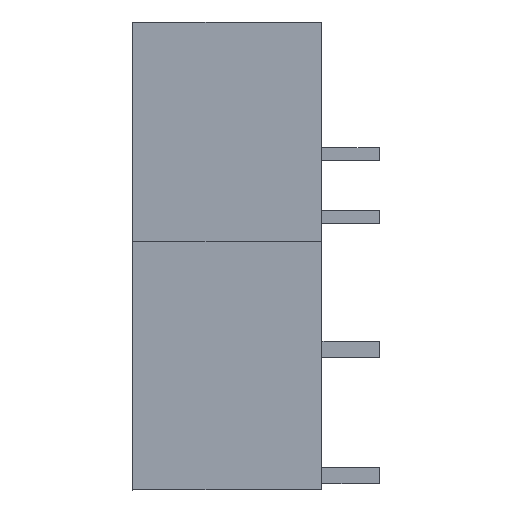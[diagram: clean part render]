
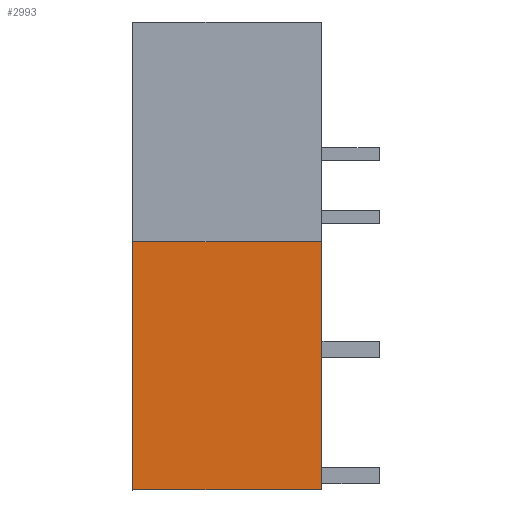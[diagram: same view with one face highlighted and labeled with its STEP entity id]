
A CAD part, left-side view. The second image highlights one B-rep face of the part: STEP entity #2993.
In plain terms, the highlighted planar face has unit normal (-1, 0, 0).
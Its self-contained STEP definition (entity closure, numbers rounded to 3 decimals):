
#2980=AXIS2_PLACEMENT_3D('Plane Axis2P3D',#2977,#2978,#2979) ;
#284=CARTESIAN_POINT('Vertex',(8.59,3.5,15.)) ;
#287=CARTESIAN_POINT('Line Origine',(8.59,3.5,7.5)) ;
#291=CARTESIAN_POINT('Vertex',(8.59,3.5,0.)) ;
#1142=CARTESIAN_POINT('Vertex',(8.59,14.9,0.)) ;
#1145=CARTESIAN_POINT('Line Origine',(8.59,14.9,7.5)) ;
#1149=CARTESIAN_POINT('Vertex',(8.59,14.9,15.)) ;
#2933=CARTESIAN_POINT('Line Origine',(8.59,9.2,15.)) ;
#2977=CARTESIAN_POINT('Axis2P3D Location',(8.59,3.6,12.5)) ;
#2982=CARTESIAN_POINT('Line Origine',(8.59,9.2,0.)) ;
#288=DIRECTION('Vector Direction',(0.,0.,-1.)) ;
#1146=DIRECTION('Vector Direction',(0.,0.,-1.)) ;
#2934=DIRECTION('Vector Direction',(0.,1.,0.)) ;
#2978=DIRECTION('Axis2P3D Direction',(1.,0.,0.)) ;
#2979=DIRECTION('Axis2P3D XDirection',(0.,1.,0.)) ;
#2983=DIRECTION('Vector Direction',(0.,1.,0.)) ;
#289=VECTOR('Line Direction',#288,1.) ;
#1147=VECTOR('Line Direction',#1146,1.) ;
#2935=VECTOR('Line Direction',#2934,1.) ;
#2984=VECTOR('Line Direction',#2983,1.) ;
#2988=ORIENTED_EDGE('',*,*,#2986,.F.) ;
#2989=ORIENTED_EDGE('',*,*,#293,.F.) ;
#2990=ORIENTED_EDGE('',*,*,#2937,.T.) ;
#2991=ORIENTED_EDGE('',*,*,#1151,.T.) ;
#2993=ADVANCED_FACE('HOUSING',(#2992),#2981,.F.) ;
#293=EDGE_CURVE('',#285,#292,#290,.T.) ;
#1151=EDGE_CURVE('',#1150,#1143,#1148,.T.) ;
#2937=EDGE_CURVE('',#285,#1150,#2936,.T.) ;
#2986=EDGE_CURVE('',#292,#1143,#2985,.T.) ;
#2987=EDGE_LOOP('',(#2988,#2989,#2990,#2991)) ;
#2992=FACE_OUTER_BOUND('',#2987,.T.) ;
#290=LINE('Line',#287,#289) ;
#1148=LINE('Line',#1145,#1147) ;
#2936=LINE('Line',#2933,#2935) ;
#2985=LINE('Line',#2982,#2984) ;
#2981=PLANE('',#2980) ;
#285=VERTEX_POINT('',#284) ;
#292=VERTEX_POINT('',#291) ;
#1143=VERTEX_POINT('',#1142) ;
#1150=VERTEX_POINT('',#1149) ;
